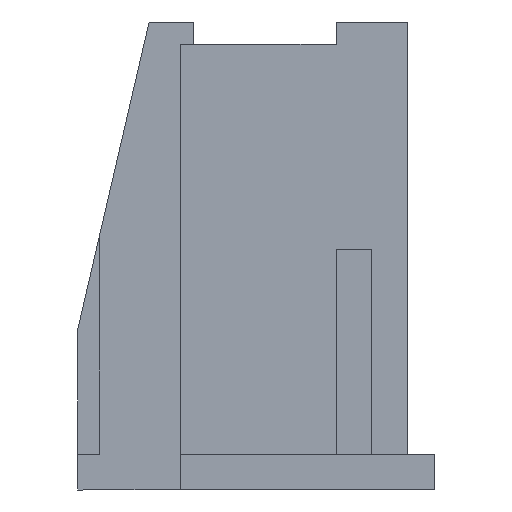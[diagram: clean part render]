
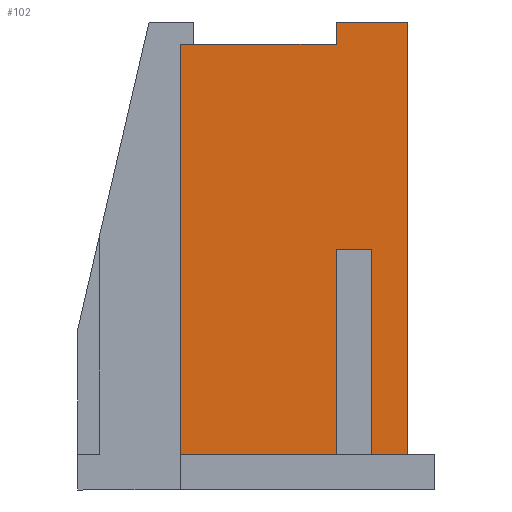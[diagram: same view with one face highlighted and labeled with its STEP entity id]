
A CAD part, left-side view. The second image highlights one B-rep face of the part: STEP entity #102.
In plain terms, the highlighted planar face has unit normal (-1, 0, 0).
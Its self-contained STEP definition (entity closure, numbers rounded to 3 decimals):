
#102 = ADVANCED_FACE ( 'NONE', ( #2742 ), #2779, .F. ) ;
#103 = EDGE_LOOP ( 'NONE', ( #104, #108, #110, #111, #114, #117, #119, #120, #121, #122 ) ) ;
#104 = ORIENTED_EDGE ( 'NONE', *, *, #105, .T. ) ;
#105 = EDGE_CURVE ( 'NONE', #106, #107, #2774, .T. ) ;
#106 = VERTEX_POINT ( 'NONE', #2770 ) ;
#107 = VERTEX_POINT ( 'NONE', #2769 ) ;
#108 = ORIENTED_EDGE ( 'NONE', *, *, #109, .T. ) ;
#109 = EDGE_CURVE ( 'NONE', #107, #1280, #2768, .T. ) ;
#110 = ORIENTED_EDGE ( 'NONE', *, *, #1279, .T. ) ;
#111 = ORIENTED_EDGE ( 'NONE', *, *, #112, .T. ) ;
#112 = EDGE_CURVE ( 'NONE', #1326, #113, #2764, .T. ) ;
#113 = VERTEX_POINT ( 'NONE', #2813 ) ;
#114 = ORIENTED_EDGE ( 'NONE', *, *, #115, .F. ) ;
#115 = EDGE_CURVE ( 'NONE', #116, #113, #2812, .T. ) ;
#116 = VERTEX_POINT ( 'NONE', #2808 ) ;
#117 = ORIENTED_EDGE ( 'NONE', *, *, #118, .T. ) ;
#118 = EDGE_CURVE ( 'NONE', #116, #532, #2807, .T. ) ;
#119 = ORIENTED_EDGE ( 'NONE', *, *, #531, .T. ) ;
#120 = ORIENTED_EDGE ( 'NONE', *, *, #1387, .F. ) ;
#121 = ORIENTED_EDGE ( 'NONE', *, *, #1328, .T. ) ;
#122 = ORIENTED_EDGE ( 'NONE', *, *, #123, .T. ) ;
#123 = EDGE_CURVE ( 'NONE', #1289, #106, #2802, .T. ) ;
#531 = EDGE_CURVE ( 'NONE', #532, #1388, #4195, .T. ) ;
#532 = VERTEX_POINT ( 'NONE', #4191 ) ;
#1279 = EDGE_CURVE ( 'NONE', #1280, #1326, #6423, .T. ) ;
#1280 = VERTEX_POINT ( 'NONE', #6419 ) ;
#1289 = VERTEX_POINT ( 'NONE', #6404 ) ;
#1326 = VERTEX_POINT ( 'NONE', #6521 ) ;
#1328 = EDGE_CURVE ( 'NONE', #1329, #1289, #6520, .T. ) ;
#1329 = VERTEX_POINT ( 'NONE', #6516 ) ;
#1387 = EDGE_CURVE ( 'NONE', #1329, #1388, #6714, .T. ) ;
#1388 = VERTEX_POINT ( 'NONE', #6710 ) ;
#2742 = FACE_OUTER_BOUND ( 'NONE', #103, .T. ) ;
#2762 = VECTOR ( 'NONE', #2814, 1000. ) ;
#2763 = CARTESIAN_POINT ( 'NONE',  ( -38.2, 0., 0. ) ) ;
#2764 = LINE ( 'NONE', #2763, #2762 ) ;
#2765 = DIRECTION ( 'NONE',  ( 0., 0., -1. ) ) ;
#2766 = VECTOR ( 'NONE', #2765, 1000. ) ;
#2767 = CARTESIAN_POINT ( 'NONE',  ( -38.2, 0.8, -5.1 ) ) ;
#2768 = LINE ( 'NONE', #2767, #2766 ) ;
#2769 = CARTESIAN_POINT ( 'NONE',  ( -38.2, 0.8, -5.1 ) ) ;
#2770 = CARTESIAN_POINT ( 'NONE',  ( -38.2, 1.6, -5.1 ) ) ;
#2771 = DIRECTION ( 'NONE',  ( 0., -1., 0. ) ) ;
#2772 = VECTOR ( 'NONE', #2771, 1000. ) ;
#2773 = CARTESIAN_POINT ( 'NONE',  ( -38.2, 1.6, -5.1 ) ) ;
#2774 = LINE ( 'NONE', #2773, #2772 ) ;
#2775 = DIRECTION ( 'NONE',  ( 0., -1., 0. ) ) ;
#2776 = DIRECTION ( 'NONE',  ( 1., 0., 0. ) ) ;
#2777 = CARTESIAN_POINT ( 'NONE',  ( -38.2, 5.1, 0. ) ) ;
#2778 = AXIS2_PLACEMENT_3D ( 'NONE', #2777, #2776, #2775 ) ;
#2779 = PLANE ( 'NONE',  #2778 ) ;
#2799 = DIRECTION ( 'NONE',  ( 0., 0., 1. ) ) ;
#2800 = VECTOR ( 'NONE', #2799, 1000. ) ;
#2801 = CARTESIAN_POINT ( 'NONE',  ( -38.2, 1.6, -9.7 ) ) ;
#2802 = LINE ( 'NONE', #2801, #2800 ) ;
#2804 = DIRECTION ( 'NONE',  ( 0., 0., -1. ) ) ;
#2805 = VECTOR ( 'NONE', #2804, 1000. ) ;
#2806 = CARTESIAN_POINT ( 'NONE',  ( -38.2, 1.6, 0. ) ) ;
#2807 = LINE ( 'NONE', #2806, #2805 ) ;
#2808 = CARTESIAN_POINT ( 'NONE',  ( -38.2, 1.6, 0. ) ) ;
#2809 = DIRECTION ( 'NONE',  ( 0., -1., 0. ) ) ;
#2810 = VECTOR ( 'NONE', #2809, 1000. ) ;
#2811 = CARTESIAN_POINT ( 'NONE',  ( -38.2, 5.1, 0. ) ) ;
#2812 = LINE ( 'NONE', #2811, #2810 ) ;
#2813 = CARTESIAN_POINT ( 'NONE',  ( -38.2, 0., 0. ) ) ;
#2814 = DIRECTION ( 'NONE',  ( 0., 0., 1. ) ) ;
#4191 = CARTESIAN_POINT ( 'NONE',  ( -38.2, 1.6, -0.5 ) ) ;
#4192 = DIRECTION ( 'NONE',  ( 0., 1., 0. ) ) ;
#4193 = VECTOR ( 'NONE', #4192, 1000. ) ;
#4194 = CARTESIAN_POINT ( 'NONE',  ( -38.2, 5.1, -0.5 ) ) ;
#4195 = LINE ( 'NONE', #4194, #4193 ) ;
#6404 = CARTESIAN_POINT ( 'NONE',  ( -38.2, 1.6, -9.7 ) ) ;
#6419 = CARTESIAN_POINT ( 'NONE',  ( -38.2, 0.8, -9.7 ) ) ;
#6420 = DIRECTION ( 'NONE',  ( 0., -1., 0. ) ) ;
#6421 = VECTOR ( 'NONE', #6420, 1000. ) ;
#6422 = CARTESIAN_POINT ( 'NONE',  ( -38.2, 5.1, -9.7 ) ) ;
#6423 = LINE ( 'NONE', #6422, #6421 ) ;
#6516 = CARTESIAN_POINT ( 'NONE',  ( -38.2, 5.1, -9.7 ) ) ;
#6517 = DIRECTION ( 'NONE',  ( 0., -1., 0. ) ) ;
#6518 = VECTOR ( 'NONE', #6517, 1000. ) ;
#6519 = CARTESIAN_POINT ( 'NONE',  ( -38.2, 5.1, -9.7 ) ) ;
#6520 = LINE ( 'NONE', #6519, #6518 ) ;
#6521 = CARTESIAN_POINT ( 'NONE',  ( -38.2, 0., -9.7 ) ) ;
#6710 = CARTESIAN_POINT ( 'NONE',  ( -38.2, 5.1, -0.5 ) ) ;
#6711 = DIRECTION ( 'NONE',  ( 0., 0., 1. ) ) ;
#6712 = VECTOR ( 'NONE', #6711, 1000. ) ;
#6713 = CARTESIAN_POINT ( 'NONE',  ( -38.2, 5.1, 0. ) ) ;
#6714 = LINE ( 'NONE', #6713, #6712 ) ;
